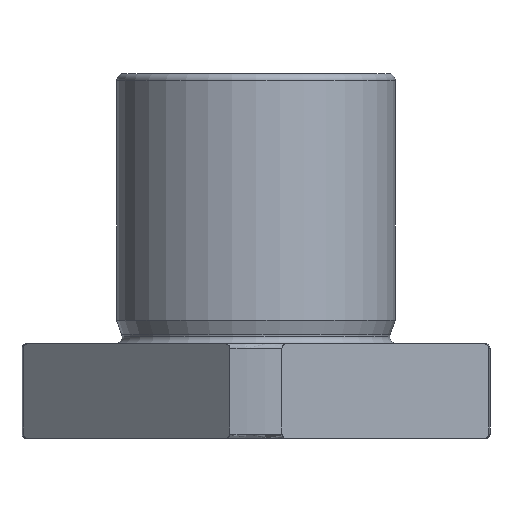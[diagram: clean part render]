
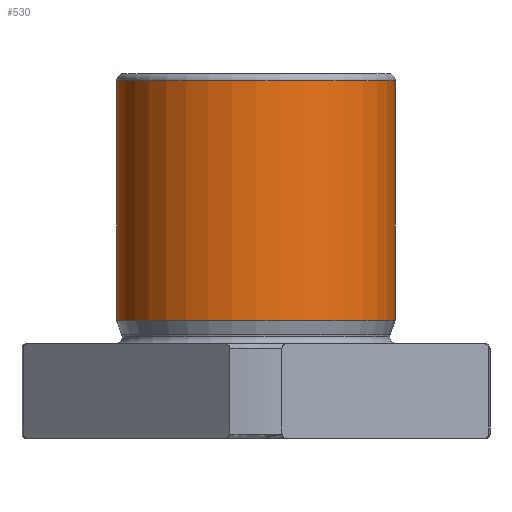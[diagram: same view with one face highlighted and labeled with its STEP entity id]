
A CAD part, front view. The second image highlights one B-rep face of the part: STEP entity #530.
In plain terms, the highlighted cylindrical face has radius 15.994 mm (diameter 31.989 mm), a partial arc.
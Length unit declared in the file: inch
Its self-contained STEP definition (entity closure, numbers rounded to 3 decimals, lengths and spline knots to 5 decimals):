
#150 = DIRECTION ( 'NONE',  ( 0., 0., 1. ) ) ;
#154 = DIRECTION ( 'NONE',  ( 0., 0., 1. ) ) ;
#305 = DIRECTION ( 'NONE',  ( 0., 0., 1. ) ) ;
#343 = VERTEX_POINT ( 'NONE', #2944 ) ;
#515 = VERTEX_POINT ( 'NONE', #609 ) ;
#526 = ORIENTED_EDGE ( 'NONE', *, *, #3163, .F. ) ;
#530 = ADVANCED_FACE ( 'NONE', ( #2401 ), #873, .T. ) ;
#588 = VECTOR ( 'NONE', #305, 39.37008 ) ;
#609 = CARTESIAN_POINT ( 'NONE',  ( 0.6297, 0., 1.6176 ) ) ;
#676 = CIRCLE ( 'NONE', #2266, 0.6297 ) ;
#684 = DIRECTION ( 'NONE',  ( 0., 0., 1. ) ) ;
#697 = AXIS2_PLACEMENT_3D ( 'NONE', #3169, #154, #2420 ) ;
#771 = EDGE_LOOP ( 'NONE', ( #1907, #1441, #2875, #526 ) ) ;
#776 = CARTESIAN_POINT ( 'NONE',  ( 0., 0., 0.53433 ) ) ;
#821 = EDGE_CURVE ( 'NONE', #946, #515, #1585, .T. ) ;
#870 = DIRECTION ( 'NONE',  ( 1., 0., 0. ) ) ;
#873 = CYLINDRICAL_SURFACE ( 'NONE', #697, 0.6297 ) ;
#923 = CARTESIAN_POINT ( 'NONE',  ( 0.6297, 0., 0.53433 ) ) ;
#935 = LINE ( 'NONE', #1959, #2978 ) ;
#946 = VERTEX_POINT ( 'NONE', #923 ) ;
#1327 = DIRECTION ( 'NONE',  ( 1., 0., 0. ) ) ;
#1441 = ORIENTED_EDGE ( 'NONE', *, *, #1497, .T. ) ;
#1480 = AXIS2_PLACEMENT_3D ( 'NONE', #2152, #150, #870 ) ;
#1497 = EDGE_CURVE ( 'NONE', #2931, #946, #676, .T. ) ;
#1585 = LINE ( 'NONE', #2575, #588 ) ;
#1655 = EDGE_CURVE ( 'NONE', #2931, #343, #935, .T. ) ;
#1907 = ORIENTED_EDGE ( 'NONE', *, *, #1655, .F. ) ;
#1959 = CARTESIAN_POINT ( 'NONE',  ( -0.6297, 0., 1.6496 ) ) ;
#2152 = CARTESIAN_POINT ( 'NONE',  ( 0., 0., 1.6176 ) ) ;
#2266 = AXIS2_PLACEMENT_3D ( 'NONE', #776, #2572, #1327 ) ;
#2401 = FACE_OUTER_BOUND ( 'NONE', #771, .T. ) ;
#2420 = DIRECTION ( 'NONE',  ( 1., 0., 0. ) ) ;
#2464 = CARTESIAN_POINT ( 'NONE',  ( -0.6297, 0., 0.53433 ) ) ;
#2572 = DIRECTION ( 'NONE',  ( 0., 0., 1. ) ) ;
#2575 = CARTESIAN_POINT ( 'NONE',  ( 0.6297, 0., 1.6496 ) ) ;
#2875 = ORIENTED_EDGE ( 'NONE', *, *, #821, .T. ) ;
#2926 = CIRCLE ( 'NONE', #1480, 0.6297 ) ;
#2931 = VERTEX_POINT ( 'NONE', #2464 ) ;
#2944 = CARTESIAN_POINT ( 'NONE',  ( -0.6297, 0., 1.6176 ) ) ;
#2978 = VECTOR ( 'NONE', #684, 39.37008 ) ;
#3163 = EDGE_CURVE ( 'NONE', #343, #515, #2926, .T. ) ;
#3169 = CARTESIAN_POINT ( 'NONE',  ( 0., 0., 1.6496 ) ) ;
